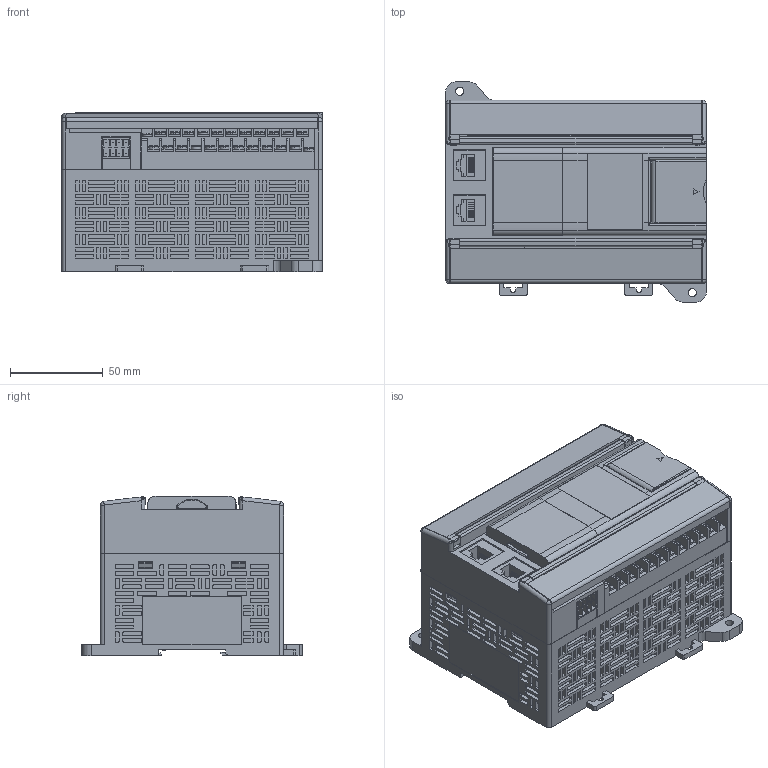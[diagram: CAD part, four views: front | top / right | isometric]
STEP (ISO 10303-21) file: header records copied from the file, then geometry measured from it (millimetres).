
FILE_DESCRIPTION((''),'2;1');
FILE_NAME('SC5U-40_ASM','2024-11-27T13:57:15',('Lenovo'),(''),'CREO PARAMETRIC BY PTC INC, 2020033','CREO PARAMETRIC BY PTC INC, 2020033','');
FILE_SCHEMA(('CONFIG_CONTROL_DESIGN'));
Products named in the file (4): SC5U-40CPU; MP2-40CPU-FANGAI02; SC5U-60CPU-FANGAI01; SC5U-40_ASM
Assembly tree (4 placements, depth 2):
  SC5U-40_ASM
    SC5U-40CPU
    MP2-40CPU-FANGAI02  x2
    SC5U-60CPU-FANGAI01
Bounding box: 140.1 x 118.5 x 86.05 mm (x, y, z)
Volume: 1037766.4 mm3; surface area: 172368.8 mm2
Topology: 4 solids, 4 shells, 5475 faces, 14511 edges, 9620 vertices
Faces by surface type: plane 4410, cylinder 902, torus 136, bspline 12, extrusion 6, cone 5, sphere 4
Entity records: 168466 total; most frequent: CARTESIAN_POINT 33671, ORIENTED_EDGE 28560, DIRECTION 26409, EDGE_CURVE 14280, VECTOR 11261, LINE 11255, VERTEX_POINT 9461, AXIS2_PLACEMENT_3D 7574
